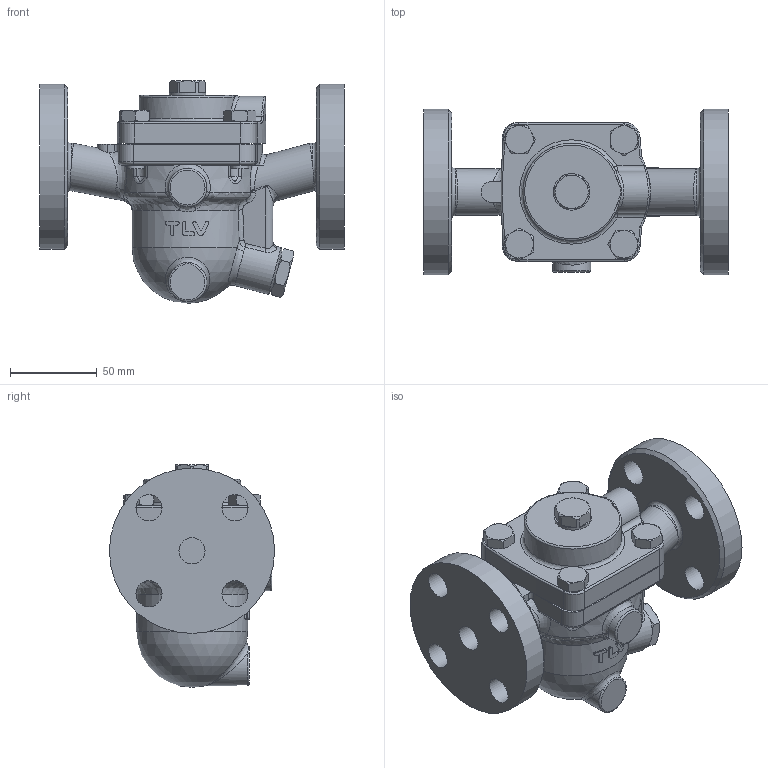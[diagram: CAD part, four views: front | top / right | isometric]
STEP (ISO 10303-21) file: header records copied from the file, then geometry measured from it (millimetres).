
FILE_DESCRIPTION((''),'2;1');
FILE_NAME('j3x00-015-jis10-00.stp','2010-10-04T11:45:55',('nakaot'),(''),'Autodesk Inventor 2008','Autodesk Inventor 2008','');
FILE_SCHEMA(('AUTOMOTIVE_DESIGN { 1 0 10303 214 1 1 1 1 }'));
Length unit declared in the file: millimetre
Products named in the file (1): j3x00-015-jis10-00
Bounding box: 175 x 95 x 128 mm (x, y, z)
Volume: 730573.7 mm3; surface area: 98000.6 mm2
Topology: 1 solids, 1 shells, 361 faces, 881 edges, 546 vertices
Faces by surface type: plane 100, cylinder 84, bspline 82, cone 73, torus 21, sphere 1
Full cylindrical faces by diameter (mm): 10 x8, 15 x5, 21 x1, 22 x1, 27 x2, 28 x1, 56.5 x1, 95 x1
Entity records: 18775 total; most frequent: CARTESIAN_POINT 11264, ORIENTED_EDGE 1636, DIRECTION 1416, EDGE_CURVE 818, AXIS2_PLACEMENT_3D 624, VERTEX_POINT 523, EDGE_LOOP 449, FACE_OUTER_BOUND 361
